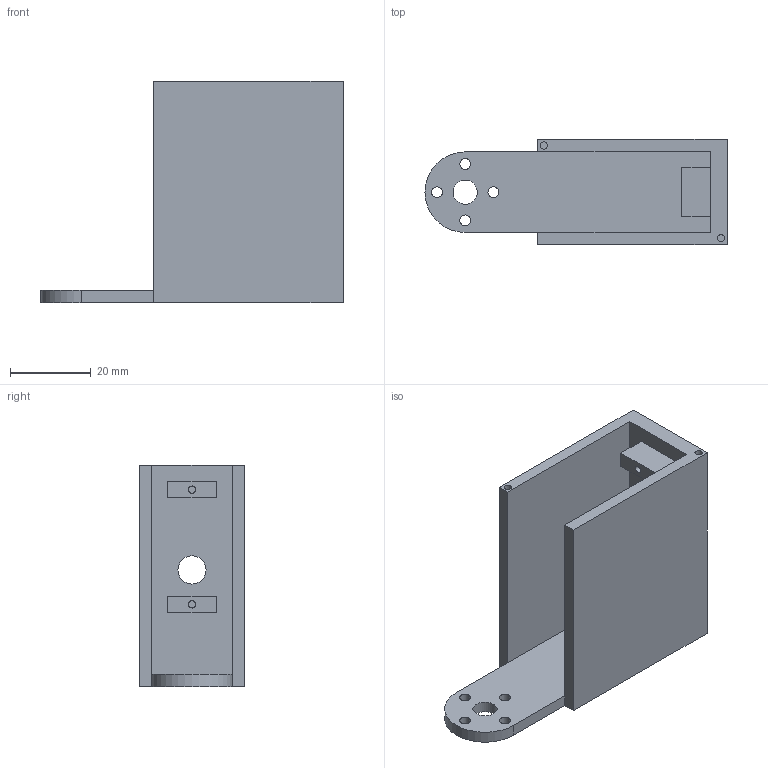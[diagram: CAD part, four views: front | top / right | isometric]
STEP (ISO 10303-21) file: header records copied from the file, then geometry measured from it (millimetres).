
FILE_DESCRIPTION(('FreeCAD Model'),'2;1');
FILE_NAME('Open CASCADE Shape Model','2025-07-31T13:02:50',(''),(''), 'Open CASCADE STEP processor 7.8','FreeCAD','Unknown');
FILE_SCHEMA(('AUTOMOTIVE_DESIGN { 1 0 10303 214 1 1 1 1 }'));
Length unit declared in the file: millimetre
Products named in the file (1): X-Axis_Left
Bounding box: 75 x 26 x 54.9 mm (x, y, z)
Volume: 23934 mm3; surface area: 16854.4 mm2
Topology: 1 solids, 1 shells, 40 faces, 91 edges, 60 vertices
Faces by surface type: plane 28, cylinder 12
Full cylindrical faces by diameter (mm): 1.8 x4, 2.7 x4, 6 x1, 7 x1, 18.5 x1
Entity records: 1169 total; most frequent: DIRECTION 197, CARTESIAN_POINT 192, ORIENTED_EDGE 182, EDGE_CURVE 91, LINE 67, VECTOR 67, AXIS2_PLACEMENT_3D 65, VERTEX_POINT 60
